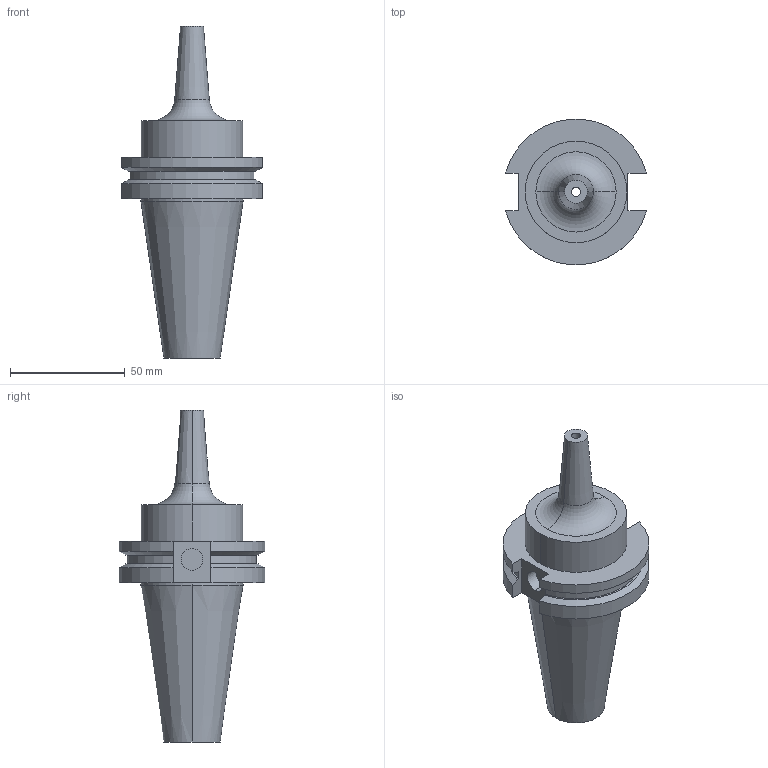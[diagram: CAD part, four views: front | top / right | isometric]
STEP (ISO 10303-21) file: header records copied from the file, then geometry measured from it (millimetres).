
FILE_DESCRIPTION (( 'STEP AP203' ), '1' );
FILE_NAME ('STP-SATE-46.651.04.300.STEP', '2019-07-31T00:54:48', ( '' ), ( '' ), 'SwSTEP 2.0', 'SolidWorks 2017', '' );
FILE_SCHEMA (( 'CONFIG_CONTROL_DESIGN' ));
Length unit declared in the file: millimetre
Products named in the file (1): STP-SATE-46.651.04.300
Bounding box: 61.35 x 63.26 x 144.45 mm (x, y, z)
Volume: 138471.6 mm3; surface area: 24302.8 mm2
Topology: 1 solids, 1 shells, 53 faces, 124 edges, 80 vertices
Faces by surface type: cylinder 22, plane 19, cone 10, torus 2
Entity records: 1621 total; most frequent: CARTESIAN_POINT 282, DIRECTION 282, ORIENTED_EDGE 248, EDGE_CURVE 124, AXIS2_PLACEMENT_3D 112, VERTEX_POINT 80, EDGE_LOOP 62, VECTOR 58
